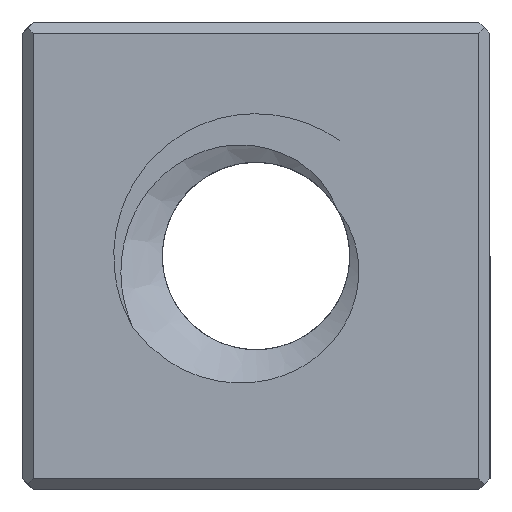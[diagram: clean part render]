
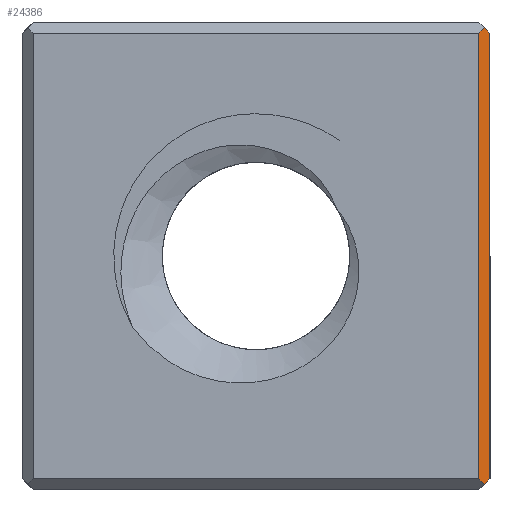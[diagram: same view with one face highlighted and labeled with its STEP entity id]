
A CAD part, left-side view. The second image highlights one B-rep face of the part: STEP entity #24386.
In plain terms, the highlighted planar face has unit normal (-0.707, -0.707, 0).
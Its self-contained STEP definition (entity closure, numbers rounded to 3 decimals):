
#278 = PLANE('',#279);
#279 = AXIS2_PLACEMENT_3D('',#280,#281,#282);
#280 = CARTESIAN_POINT('',(0.,0.,0.3));
#281 = DIRECTION('',(0.,0.707,0.707)
  );
#282 = DIRECTION('',(0.,0.707,-0.707)
  );
#471 = PLANE('',#472);
#472 = AXIS2_PLACEMENT_3D('',#473,#474,#475);
#473 = CARTESIAN_POINT('',(0.,0.,12.2)
  );
#474 = DIRECTION('',(0.,-0.707,0.707)
  );
#475 = DIRECTION('',(0.,0.707,0.707));
#499 = PLANE('',#500);
#500 = AXIS2_PLACEMENT_3D('',#501,#502,#503);
#501 = CARTESIAN_POINT('',(0.,0.,0.));
#502 = DIRECTION('',(0.,1.,0.));
#503 = DIRECTION('',(1.,0.,0.));
#761 = VERTEX_POINT('',#762);
#762 = CARTESIAN_POINT('',(0.3,0.,0.3));
#783 = EDGE_CURVE('',#761,#784,#786,.T.);
#784 = VERTEX_POINT('',#785);
#785 = CARTESIAN_POINT('',(0.3,0.,12.2));
#786 = SURFACE_CURVE('',#787,(#791,#798),.PCURVE_S1.);
#787 = LINE('',#788,#789);
#788 = CARTESIAN_POINT('',(0.3,0.,0.));
#789 = VECTOR('',#790,1.);
#790 = DIRECTION('',(0.,0.,1.));
#791 = PCURVE('',#499,#792);
#792 = DEFINITIONAL_REPRESENTATION('',(#793),#797);
#793 = LINE('',#794,#795);
#794 = CARTESIAN_POINT('',(0.3,0.));
#795 = VECTOR('',#796,1.);
#796 = DIRECTION('',(0.,-1.));
#797 = ( GEOMETRIC_REPRESENTATION_CONTEXT(2) 
PARAMETRIC_REPRESENTATION_CONTEXT() REPRESENTATION_CONTEXT('2D SPACE',''
  ) );
#798 = PCURVE('',#799,#804);
#799 = PLANE('',#800);
#800 = AXIS2_PLACEMENT_3D('',#801,#802,#803);
#801 = CARTESIAN_POINT('',(0.3,0.,0.));
#802 = DIRECTION('',(-0.707,-0.707,0.));
#803 = DIRECTION('',(-0.707,0.707,0.));
#804 = DEFINITIONAL_REPRESENTATION('',(#805),#809);
#805 = LINE('',#806,#807);
#806 = CARTESIAN_POINT('',(0.,0.));
#807 = VECTOR('',#808,1.);
#808 = DIRECTION('',(0.,-1.));
#809 = ( GEOMETRIC_REPRESENTATION_CONTEXT(2) 
PARAMETRIC_REPRESENTATION_CONTEXT() REPRESENTATION_CONTEXT('2D SPACE',''
  ) );
#23462 = PLANE('',#23463);
#23463 = AXIS2_PLACEMENT_3D('',#23464,#23465,#23466);
#23464 = CARTESIAN_POINT('',(0.,0.,0.3));
#23465 = DIRECTION('',(-0.707,0.,
    -0.707));
#23466 = DIRECTION('',(0.707,0.,-0.707
    ));
#24049 = VERTEX_POINT('',#24050);
#24050 = CARTESIAN_POINT('',(0.15,0.15,0.15));
#24071 = EDGE_CURVE('',#24049,#761,#24072,.T.);
#24072 = SURFACE_CURVE('',#24073,(#24077,#24084),.PCURVE_S1.);
#24073 = LINE('',#24074,#24075);
#24074 = CARTESIAN_POINT('',(0.2,0.1,0.2));
#24075 = VECTOR('',#24076,1.);
#24076 = DIRECTION('',(0.577,-0.577,0.577));
#24077 = PCURVE('',#278,#24078);
#24078 = DEFINITIONAL_REPRESENTATION('',(#24079),#24083);
#24079 = LINE('',#24080,#24081);
#24080 = CARTESIAN_POINT('',(0.141,-0.2));
#24081 = VECTOR('',#24082,1.);
#24082 = DIRECTION('',(-0.816,-0.577));
#24083 = ( GEOMETRIC_REPRESENTATION_CONTEXT(2) 
PARAMETRIC_REPRESENTATION_CONTEXT() REPRESENTATION_CONTEXT('2D SPACE',''
  ) );
#24084 = PCURVE('',#799,#24085);
#24085 = DEFINITIONAL_REPRESENTATION('',(#24086),#24090);
#24086 = LINE('',#24087,#24088);
#24087 = CARTESIAN_POINT('',(0.141,-0.2));
#24088 = VECTOR('',#24089,1.);
#24089 = DIRECTION('',(-0.816,-0.577));
#24090 = ( GEOMETRIC_REPRESENTATION_CONTEXT(2) 
PARAMETRIC_REPRESENTATION_CONTEXT() REPRESENTATION_CONTEXT('2D SPACE',''
  ) );
#24122 = VERTEX_POINT('',#24123);
#24123 = CARTESIAN_POINT('',(0.15,0.15,12.35));
#24137 = PLANE('',#24138);
#24138 = AXIS2_PLACEMENT_3D('',#24139,#24140,#24141);
#24139 = CARTESIAN_POINT('',(0.3,0.,12.5));
#24140 = DIRECTION('',(-0.707,0.,
    0.707));
#24141 = DIRECTION('',(-0.707,0.,
    -0.707));
#24149 = EDGE_CURVE('',#24122,#784,#24150,.T.);
#24150 = SURFACE_CURVE('',#24151,(#24155,#24162),.PCURVE_S1.);
#24151 = LINE('',#24152,#24153);
#24152 = CARTESIAN_POINT('',(2.283,-1.983,
    10.217));
#24153 = VECTOR('',#24154,1.);
#24154 = DIRECTION('',(0.577,-0.577,-0.577));
#24155 = PCURVE('',#471,#24156);
#24156 = DEFINITIONAL_REPRESENTATION('',(#24157),#24161);
#24157 = LINE('',#24158,#24159);
#24158 = CARTESIAN_POINT('',(-2.805,-2.283));
#24159 = VECTOR('',#24160,1.);
#24160 = DIRECTION('',(-0.816,-0.577));
#24161 = ( GEOMETRIC_REPRESENTATION_CONTEXT(2) 
PARAMETRIC_REPRESENTATION_CONTEXT() REPRESENTATION_CONTEXT('2D SPACE',''
  ) );
#24162 = PCURVE('',#799,#24163);
#24163 = DEFINITIONAL_REPRESENTATION('',(#24164),#24168);
#24164 = LINE('',#24165,#24166);
#24165 = CARTESIAN_POINT('',(-2.805,-10.217));
#24166 = VECTOR('',#24167,1.);
#24167 = DIRECTION('',(-0.816,0.577));
#24168 = ( GEOMETRIC_REPRESENTATION_CONTEXT(2) 
PARAMETRIC_REPRESENTATION_CONTEXT() REPRESENTATION_CONTEXT('2D SPACE',''
  ) );
#24386 = ADVANCED_FACE('',(#24387),#799,.T.);
#24387 = FACE_BOUND('',#24388,.T.);
#24388 = EDGE_LOOP('',(#24389,#24390,#24391,#24392,#24415,#24443));
#24389 = ORIENTED_EDGE('',*,*,#24071,.T.);
#24390 = ORIENTED_EDGE('',*,*,#783,.T.);
#24391 = ORIENTED_EDGE('',*,*,#24149,.F.);
#24392 = ORIENTED_EDGE('',*,*,#24393,.F.);
#24393 = EDGE_CURVE('',#24394,#24122,#24396,.T.);
#24394 = VERTEX_POINT('',#24395);
#24395 = CARTESIAN_POINT('',(0.,0.3,12.2));
#24396 = SURFACE_CURVE('',#24397,(#24401,#24408),.PCURVE_S1.);
#24397 = LINE('',#24398,#24399);
#24398 = CARTESIAN_POINT('',(-1.783,2.083,
    10.417));
#24399 = VECTOR('',#24400,1.);
#24400 = DIRECTION('',(0.577,-0.577,0.577));
#24401 = PCURVE('',#799,#24402);
#24402 = DEFINITIONAL_REPRESENTATION('',(#24403),#24407);
#24403 = LINE('',#24404,#24405);
#24404 = CARTESIAN_POINT('',(2.946,-10.417));
#24405 = VECTOR('',#24406,1.);
#24406 = DIRECTION('',(-0.816,-0.577));
#24407 = ( GEOMETRIC_REPRESENTATION_CONTEXT(2) 
PARAMETRIC_REPRESENTATION_CONTEXT() REPRESENTATION_CONTEXT('2D SPACE',''
  ) );
#24408 = PCURVE('',#24137,#24409);
#24409 = DEFINITIONAL_REPRESENTATION('',(#24410),#24414);
#24410 = LINE('',#24411,#24412);
#24411 = CARTESIAN_POINT('',(2.946,-2.083));
#24412 = VECTOR('',#24413,1.);
#24413 = DIRECTION('',(-0.816,0.577));
#24414 = ( GEOMETRIC_REPRESENTATION_CONTEXT(2) 
PARAMETRIC_REPRESENTATION_CONTEXT() REPRESENTATION_CONTEXT('2D SPACE',''
  ) );
#24415 = ORIENTED_EDGE('',*,*,#24416,.F.);
#24416 = EDGE_CURVE('',#24417,#24394,#24419,.T.);
#24417 = VERTEX_POINT('',#24418);
#24418 = CARTESIAN_POINT('',(0.,0.3,0.3));
#24419 = SURFACE_CURVE('',#24420,(#24424,#24431),.PCURVE_S1.);
#24420 = LINE('',#24421,#24422);
#24421 = CARTESIAN_POINT('',(0.,0.3,0.));
#24422 = VECTOR('',#24423,1.);
#24423 = DIRECTION('',(0.,0.,1.));
#24424 = PCURVE('',#799,#24425);
#24425 = DEFINITIONAL_REPRESENTATION('',(#24426),#24430);
#24426 = LINE('',#24427,#24428);
#24427 = CARTESIAN_POINT('',(0.424,0.));
#24428 = VECTOR('',#24429,1.);
#24429 = DIRECTION('',(0.,-1.));
#24430 = ( GEOMETRIC_REPRESENTATION_CONTEXT(2) 
PARAMETRIC_REPRESENTATION_CONTEXT() REPRESENTATION_CONTEXT('2D SPACE',''
  ) );
#24431 = PCURVE('',#24432,#24437);
#24432 = PLANE('',#24433);
#24433 = AXIS2_PLACEMENT_3D('',#24434,#24435,#24436);
#24434 = CARTESIAN_POINT('',(0.,12.5,0.));
#24435 = DIRECTION('',(1.,0.,0.));
#24436 = DIRECTION('',(0.,-1.,0.));
#24437 = DEFINITIONAL_REPRESENTATION('',(#24438),#24442);
#24438 = LINE('',#24439,#24440);
#24439 = CARTESIAN_POINT('',(12.2,0.));
#24440 = VECTOR('',#24441,1.);
#24441 = DIRECTION('',(0.,-1.));
#24442 = ( GEOMETRIC_REPRESENTATION_CONTEXT(2) 
PARAMETRIC_REPRESENTATION_CONTEXT() REPRESENTATION_CONTEXT('2D SPACE',''
  ) );
#24443 = ORIENTED_EDGE('',*,*,#24444,.F.);
#24444 = EDGE_CURVE('',#24049,#24417,#24445,.T.);
#24445 = SURFACE_CURVE('',#24446,(#24450,#24457),.PCURVE_S1.);
#24446 = LINE('',#24447,#24448);
#24447 = CARTESIAN_POINT('',(0.2,0.1,0.1));
#24448 = VECTOR('',#24449,1.);
#24449 = DIRECTION('',(-0.577,0.577,0.577));
#24450 = PCURVE('',#799,#24451);
#24451 = DEFINITIONAL_REPRESENTATION('',(#24452),#24456);
#24452 = LINE('',#24453,#24454);
#24453 = CARTESIAN_POINT('',(0.141,-0.1));
#24454 = VECTOR('',#24455,1.);
#24455 = DIRECTION('',(0.816,-0.577));
#24456 = ( GEOMETRIC_REPRESENTATION_CONTEXT(2) 
PARAMETRIC_REPRESENTATION_CONTEXT() REPRESENTATION_CONTEXT('2D SPACE',''
  ) );
#24457 = PCURVE('',#23462,#24458);
#24458 = DEFINITIONAL_REPRESENTATION('',(#24459),#24463);
#24459 = LINE('',#24460,#24461);
#24460 = CARTESIAN_POINT('',(0.283,-0.1));
#24461 = VECTOR('',#24462,1.);
#24462 = DIRECTION('',(-0.816,-0.577));
#24463 = ( GEOMETRIC_REPRESENTATION_CONTEXT(2) 
PARAMETRIC_REPRESENTATION_CONTEXT() REPRESENTATION_CONTEXT('2D SPACE',''
  ) );
